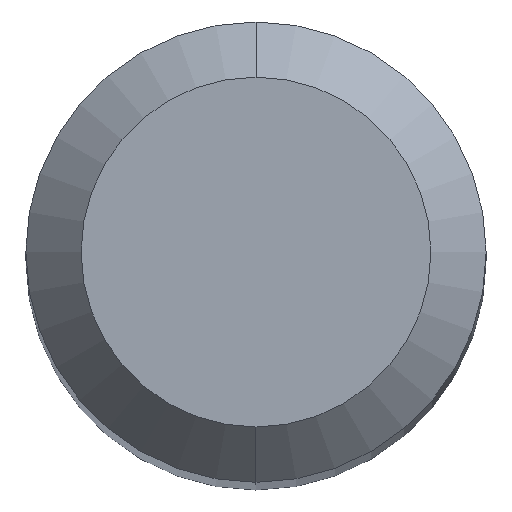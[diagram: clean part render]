
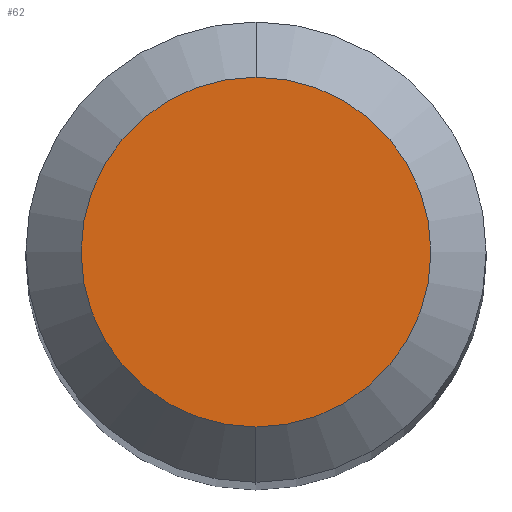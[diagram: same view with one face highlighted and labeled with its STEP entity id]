
A CAD part, top view. The second image highlights one B-rep face of the part: STEP entity #62.
In plain terms, the highlighted planar face has unit normal (0, 0, 1).
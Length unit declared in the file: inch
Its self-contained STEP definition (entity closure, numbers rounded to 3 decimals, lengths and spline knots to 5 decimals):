
#39 = EDGE_LOOP ( 'NONE', ( #41, #324 ) ) ;
#41 = ORIENTED_EDGE ( 'NONE', *, *, #230, .T. ) ;
#43 = VERTEX_POINT ( 'NONE', #137 ) ;
#55 = PLANE ( 'NONE',  #269 ) ;
#61 = DIRECTION ( 'NONE',  ( 0., -1., 0. ) ) ;
#62 = ADVANCED_FACE ( 'NONE', ( #258 ), #55, .F. ) ;
#87 = EDGE_CURVE ( 'NONE', #43, #460, #320, .T. ) ;
#93 = CIRCLE ( 'NONE', #185, 0.0475 ) ;
#109 = DIRECTION ( 'NONE',  ( 0., 0., 1. ) ) ;
#137 = CARTESIAN_POINT ( 'NONE',  ( 0., -0.0475, 0. ) ) ;
#140 = DIRECTION ( 'NONE',  ( 0., 0., 1. ) ) ;
#183 = DIRECTION ( 'NONE',  ( 0., -1., 0. ) ) ;
#185 = AXIS2_PLACEMENT_3D ( 'NONE', #265, #140, #61 ) ;
#217 = DIRECTION ( 'NONE',  ( 0., 0., -1. ) ) ;
#224 = CARTESIAN_POINT ( 'NONE',  ( 0., 0., 0. ) ) ;
#230 = EDGE_CURVE ( 'NONE', #460, #43, #93, .T. ) ;
#251 = CARTESIAN_POINT ( 'NONE',  ( 0., 0.0475, 0. ) ) ;
#258 = FACE_OUTER_BOUND ( 'NONE', #39, .T. ) ;
#265 = CARTESIAN_POINT ( 'NONE',  ( 0., 0., 0. ) ) ;
#269 = AXIS2_PLACEMENT_3D ( 'NONE', #340, #217, #494 ) ;
#320 = CIRCLE ( 'NONE', #412, 0.0475 ) ;
#324 = ORIENTED_EDGE ( 'NONE', *, *, #87, .T. ) ;
#340 = CARTESIAN_POINT ( 'NONE',  ( 0., 0.0475, 0. ) ) ;
#412 = AXIS2_PLACEMENT_3D ( 'NONE', #224, #109, #183 ) ;
#460 = VERTEX_POINT ( 'NONE', #251 ) ;
#494 = DIRECTION ( 'NONE',  ( 0., 1., 0. ) ) ;
